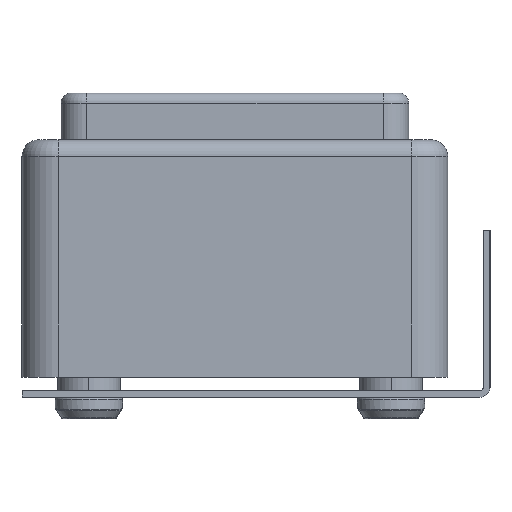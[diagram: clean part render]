
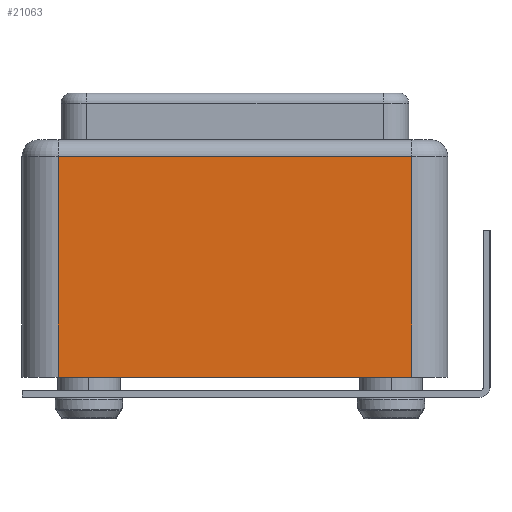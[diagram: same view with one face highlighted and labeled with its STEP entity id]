
A CAD part, left-side view. The second image highlights one B-rep face of the part: STEP entity #21063.
In plain terms, the highlighted planar face has unit normal (-1, 0, 0).
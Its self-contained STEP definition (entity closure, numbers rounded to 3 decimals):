
#15761=DIRECTION('',(0.,0.,1.));
#15762=VECTOR('',#15761,33.);
#15763=CARTESIAN_POINT('',(-193.497,71.145,0.));
#15764=LINE('',#15763,#15762);
#15768=DIRECTION('',(0.,1.,0.));
#15769=VECTOR('',#15768,52.9);
#15770=CARTESIAN_POINT('',(-193.497,71.145,0.));
#15771=LINE('',#15770,#15769);
#15782=DIRECTION('',(0.,1.,0.));
#15783=VECTOR('',#15782,52.9);
#15784=CARTESIAN_POINT('',(-193.497,71.145,33.));
#15785=LINE('',#15784,#15783);
#15813=DIRECTION('',(0.,0.,-1.));
#15814=VECTOR('',#15813,33.);
#15815=CARTESIAN_POINT('',(-193.497,124.045,33.));
#15816=LINE('',#15815,#15814);
#19858=CARTESIAN_POINT('',(-193.497,124.045,0.));
#19859=VERTEX_POINT('',#19858);
#19860=CARTESIAN_POINT('',(-193.497,71.145,0.));
#19861=VERTEX_POINT('',#19860);
#20570=CARTESIAN_POINT('',(-193.497,71.145,33.));
#20571=VERTEX_POINT('',#20570);
#20572=CARTESIAN_POINT('',(-193.497,124.045,33.));
#20573=VERTEX_POINT('',#20572);
#21050=CARTESIAN_POINT('',(-193.497,129.445,0.));
#21051=DIRECTION('',(-1.,0.,0.));
#21052=DIRECTION('',(0.,-1.,0.));
#21053=AXIS2_PLACEMENT_3D('',#21050,#21051,#21052);
#21054=PLANE('',#21053);
#21056=ORIENTED_EDGE('',*,*,#21055,.F.);
#21057=ORIENTED_EDGE('',*,*,#21038,.F.);
#21058=ORIENTED_EDGE('',*,*,#20607,.T.);
#21060=ORIENTED_EDGE('',*,*,#21059,.F.);
#21061=EDGE_LOOP('',(#21056,#21057,#21058,#21060));
#21062=FACE_OUTER_BOUND('',#21061,.F.);
#20607=EDGE_CURVE('',#19861,#19859,#15771,.T.);
#21038=EDGE_CURVE('',#19861,#20571,#15764,.T.);
#21055=EDGE_CURVE('',#20571,#20573,#15785,.T.);
#21059=EDGE_CURVE('',#20573,#19859,#15816,.T.);
#21063=ADVANCED_FACE('',(#21062),#21054,.T.);
